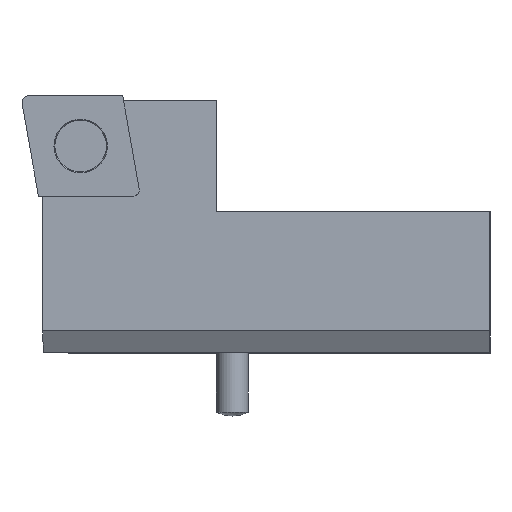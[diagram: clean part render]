
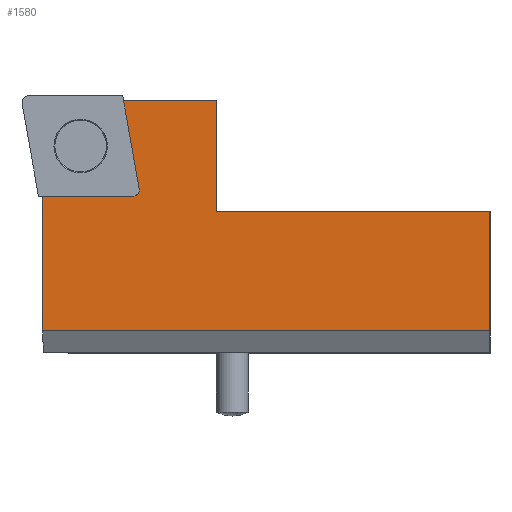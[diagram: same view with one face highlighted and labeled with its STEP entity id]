
A CAD part, top view. The second image highlights one B-rep face of the part: STEP entity #1580.
In plain terms, the highlighted planar face has unit normal (0, 0, 1).
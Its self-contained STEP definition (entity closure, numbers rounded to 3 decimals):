
#89=LINE('',#2508,#231);
#92=LINE('',#2514,#234);
#93=LINE('',#2516,#235);
#94=LINE('',#2518,#236);
#95=LINE('',#2520,#237);
#96=LINE('',#2522,#238);
#97=LINE('',#2524,#239);
#98=LINE('',#2526,#240);
#99=LINE('',#2528,#241);
#231=VECTOR('',#1952,10.);
#234=VECTOR('',#1957,10.);
#235=VECTOR('',#1958,10.);
#236=VECTOR('',#1959,10.);
#237=VECTOR('',#1960,10.);
#238=VECTOR('',#1961,10.);
#239=VECTOR('',#1962,10.);
#240=VECTOR('',#1963,10.);
#241=VECTOR('',#1964,10.);
#374=PLANE('',#1761);
#453=FACE_OUTER_BOUND('',#541,.T.);
#541=EDGE_LOOP('',(#1106,#1107,#1108,#1109,#1110,#1111,#1112,#1113,#1114,
#1115,#1116));
#632=CIRCLE('',#1762,0.388);
#689=B_SPLINE_CURVE_WITH_KNOTS('',3,(#2470,#2471,#2472,#2473),
 .UNSPECIFIED.,.F.,.F.,(4,4),(0.61,0.625),
 .UNSPECIFIED.);
#695=VERTEX_POINT('',#2468);
#696=VERTEX_POINT('',#2469);
#702=VERTEX_POINT('',#2507);
#704=VERTEX_POINT('',#2513);
#705=VERTEX_POINT('',#2515);
#706=VERTEX_POINT('',#2517);
#707=VERTEX_POINT('',#2519);
#708=VERTEX_POINT('',#2521);
#709=VERTEX_POINT('',#2523);
#710=VERTEX_POINT('',#2525);
#711=VERTEX_POINT('',#2527);
#854=EDGE_CURVE('',#695,#696,#689,.T.);
#861=EDGE_CURVE('',#702,#695,#89,.T.);
#864=EDGE_CURVE('',#696,#704,#92,.T.);
#865=EDGE_CURVE('',#704,#705,#93,.T.);
#866=EDGE_CURVE('',#705,#706,#94,.T.);
#867=EDGE_CURVE('',#706,#707,#95,.T.);
#868=EDGE_CURVE('',#708,#707,#96,.T.);
#869=EDGE_CURVE('',#708,#709,#97,.T.);
#870=EDGE_CURVE('',#710,#709,#98,.T.);
#871=EDGE_CURVE('',#710,#711,#99,.T.);
#872=EDGE_CURVE('',#711,#702,#632,.T.);
#1106=ORIENTED_EDGE('',*,*,#854,.T.);
#1107=ORIENTED_EDGE('',*,*,#864,.T.);
#1108=ORIENTED_EDGE('',*,*,#865,.T.);
#1109=ORIENTED_EDGE('',*,*,#866,.T.);
#1110=ORIENTED_EDGE('',*,*,#867,.T.);
#1111=ORIENTED_EDGE('',*,*,#868,.F.);
#1112=ORIENTED_EDGE('',*,*,#869,.T.);
#1113=ORIENTED_EDGE('',*,*,#870,.F.);
#1114=ORIENTED_EDGE('',*,*,#871,.T.);
#1115=ORIENTED_EDGE('',*,*,#872,.T.);
#1116=ORIENTED_EDGE('',*,*,#861,.T.);
#1580=ADVANCED_FACE('',(#453),#374,.T.);
#1761=AXIS2_PLACEMENT_3D('',#2512,#1955,#1956);
#1762=AXIS2_PLACEMENT_3D('',#2529,#1965,#1966);
#1952=DIRECTION('',(-1.,0.,0.));
#1955=DIRECTION('center_axis',(0.,0.,1.));
#1956=DIRECTION('ref_axis',(1.,0.,0.));
#1957=DIRECTION('',(1.,0.,0.));
#1958=DIRECTION('',(0.,-1.,0.));
#1959=DIRECTION('',(1.,0.,0.));
#1960=DIRECTION('',(0.,1.,0.));
#1961=DIRECTION('',(1.,0.,0.));
#1962=DIRECTION('',(0.,1.,0.));
#1963=DIRECTION('',(1.,0.,0.));
#1964=DIRECTION('',(0.174,-0.985,0.));
#1965=DIRECTION('center_axis',(0.,0.,-1.));
#1966=DIRECTION('ref_axis',(0.,-1.,0.));
#2468=CARTESIAN_POINT('',(-28.308,9.912,0.));
#2469=CARTESIAN_POINT('',(-28.281,9.76,0.));
#2470=CARTESIAN_POINT('Ctrl Pts',(-28.308,9.912,0.));
#2471=CARTESIAN_POINT('Ctrl Pts',(-28.299,9.862,0.));
#2472=CARTESIAN_POINT('Ctrl Pts',(-28.29,9.811,0.));
#2473=CARTESIAN_POINT('Ctrl Pts',(-28.281,9.76,0.));
#2507=CARTESIAN_POINT('',(-22.586,9.912,0.));
#2508=CARTESIAN_POINT('',(-28.929,9.912,0.));
#2512=CARTESIAN_POINT('Origin',(-29.3,0.,0.));
#2513=CARTESIAN_POINT('',(-28.28,9.76,0.));
#2514=CARTESIAN_POINT('',(-31.087,9.76,0.));
#2515=CARTESIAN_POINT('',(-28.28,1.4,0.));
#2516=CARTESIAN_POINT('',(-28.28,2.973,0.));
#2517=CARTESIAN_POINT('',(0.,1.4,0.));
#2518=CARTESIAN_POINT('',(-14.65,1.4,0.));
#2519=CARTESIAN_POINT('',(0.,8.95,0.));
#2520=CARTESIAN_POINT('',(0.,0.,0.));
#2521=CARTESIAN_POINT('',(-17.3,8.95,0.));
#2522=CARTESIAN_POINT('',(-29.3,8.95,0.));
#2523=CARTESIAN_POINT('',(-17.3,15.95,0.));
#2524=CARTESIAN_POINT('',(-17.3,0.,0.));
#2525=CARTESIAN_POINT('',(-23.188,15.95,0.));
#2526=CARTESIAN_POINT('',(-29.3,15.95,0.));
#2527=CARTESIAN_POINT('',(-22.204,10.367,0.));
#2528=CARTESIAN_POINT('',(-21.424,5.947,0.));
#2529=CARTESIAN_POINT('Origin',(-22.586,10.3,0.));
